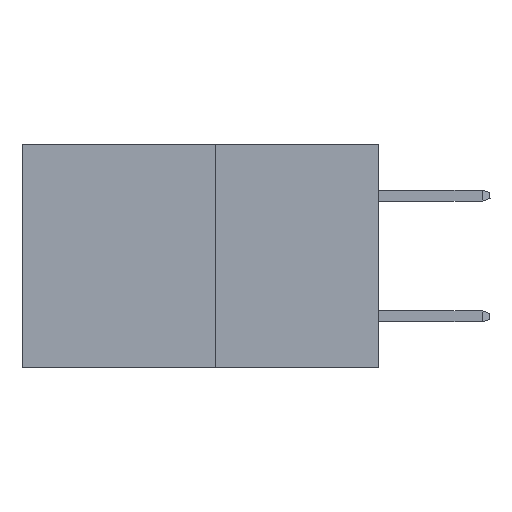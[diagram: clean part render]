
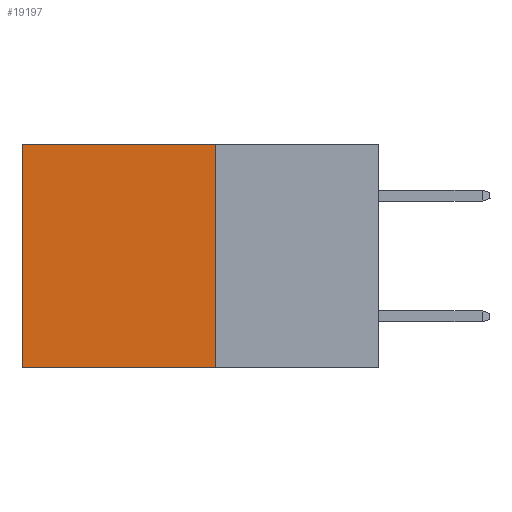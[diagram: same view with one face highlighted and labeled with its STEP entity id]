
A CAD part, left-side view. The second image highlights one B-rep face of the part: STEP entity #19197.
In plain terms, the highlighted planar face has unit normal (-1, 0, 0).
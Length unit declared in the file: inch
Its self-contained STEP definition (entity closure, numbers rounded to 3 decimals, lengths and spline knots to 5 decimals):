
#74 = EDGE_CURVE ( 'NONE', #14564, #11012, #13105, .T. ) ;
#2300 = PLANE ( 'NONE',  #11636 ) ;
#2425 = EDGE_CURVE ( 'NONE', #13513, #10771, #7221, .T. ) ;
#3227 = VECTOR ( 'NONE', #18521, 39.37008 ) ;
#3851 = DIRECTION ( 'NONE',  ( 0., 0., -1. ) ) ;
#4177 = CARTESIAN_POINT ( 'NONE',  ( 0.277, 0.59, 0. ) ) ;
#4621 = ORIENTED_EDGE ( 'NONE', *, *, #74, .T. ) ;
#5737 = FACE_OUTER_BOUND ( 'NONE', #15050, .T. ) ;
#6830 = CARTESIAN_POINT ( 'NONE',  ( 0.277, 0.27, -0.37 ) ) ;
#7221 = LINE ( 'NONE', #18220, #10804 ) ;
#8642 = LINE ( 'NONE', #15506, #12196 ) ;
#8762 = ORIENTED_EDGE ( 'NONE', *, *, #12723, .T. ) ;
#9457 = CARTESIAN_POINT ( 'NONE',  ( 0.277, 0.27, -0.37 ) ) ;
#9543 = CARTESIAN_POINT ( 'NONE',  ( 0.277, 0.27, 0. ) ) ;
#10653 = DIRECTION ( 'NONE',  ( 0., 1., 0. ) ) ;
#10771 = VERTEX_POINT ( 'NONE', #15882 ) ;
#10804 = VECTOR ( 'NONE', #18283, 39.37008 ) ;
#11012 = VERTEX_POINT ( 'NONE', #4177 ) ;
#11636 = AXIS2_PLACEMENT_3D ( 'NONE', #6830, #12949, #3851 ) ;
#12196 = VECTOR ( 'NONE', #17068, 39.37008 ) ;
#12621 = VECTOR ( 'NONE', #10653, 39.37008 ) ;
#12723 = EDGE_CURVE ( 'NONE', #11012, #10771, #8642, .T. ) ;
#12949 = DIRECTION ( 'NONE',  ( 1., 0., 0. ) ) ;
#13105 = LINE ( 'NONE', #9543, #12621 ) ;
#13513 = VERTEX_POINT ( 'NONE', #9457 ) ;
#14382 = CARTESIAN_POINT ( 'NONE',  ( 0.277, 0.27, 0. ) ) ;
#14564 = VERTEX_POINT ( 'NONE', #14382 ) ;
#15050 = EDGE_LOOP ( 'NONE', ( #8762, #18902, #17658, #4621 ) ) ;
#15506 = CARTESIAN_POINT ( 'NONE',  ( 0.277, 0.59, -0.37 ) ) ;
#15882 = CARTESIAN_POINT ( 'NONE',  ( 0.277, 0.59, -0.37 ) ) ;
#17005 = CARTESIAN_POINT ( 'NONE',  ( 0.277, 0.27, -0.37 ) ) ;
#17068 = DIRECTION ( 'NONE',  ( 0., 0., -1. ) ) ;
#17658 = ORIENTED_EDGE ( 'NONE', *, *, #19568, .F. ) ;
#18220 = CARTESIAN_POINT ( 'NONE',  ( 0.277, 0.27, -0.37 ) ) ;
#18283 = DIRECTION ( 'NONE',  ( 0., 1., 0. ) ) ;
#18521 = DIRECTION ( 'NONE',  ( 0., 0., -1. ) ) ;
#18902 = ORIENTED_EDGE ( 'NONE', *, *, #2425, .F. ) ;
#19197 = ADVANCED_FACE ( 'NONE', ( #5737 ), #2300, .F. ) ;
#19485 = LINE ( 'NONE', #17005, #3227 ) ;
#19568 = EDGE_CURVE ( 'NONE', #14564, #13513, #19485, .T. ) ;
